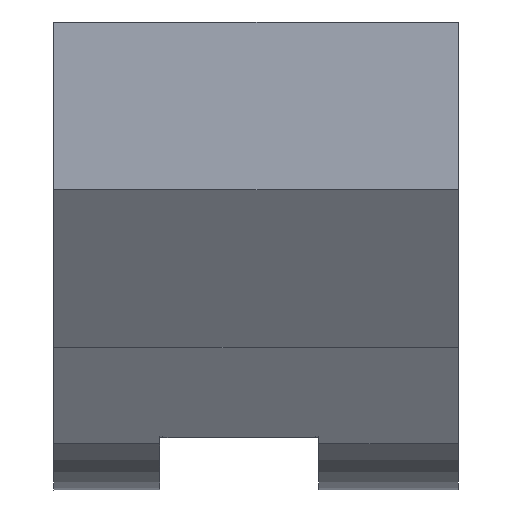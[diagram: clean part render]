
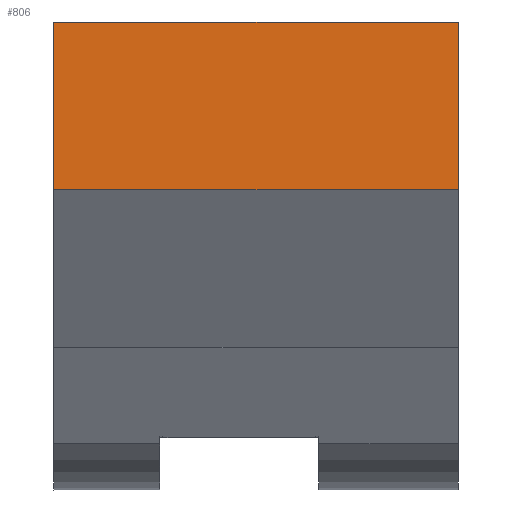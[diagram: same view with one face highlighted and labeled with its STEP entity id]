
A CAD part, left-side view. The second image highlights one B-rep face of the part: STEP entity #806.
In plain terms, the highlighted planar face has unit normal (-1, 0, 0.006).
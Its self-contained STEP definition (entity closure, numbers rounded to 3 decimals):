
#57=FACE_OUTER_BOUND('',#99,.T.);
#99=EDGE_LOOP('',(#614,#615,#616,#617));
#164=LINE('',#1144,#252);
#208=LINE('',#1254,#296);
#210=LINE('',#1258,#298);
#211=LINE('',#1259,#299);
#252=VECTOR('',#926,10.);
#296=VECTOR('',#994,10.);
#298=VECTOR('',#998,10.);
#299=VECTOR('',#999,6.6);
#334=VERTEX_POINT('',#1126);
#342=VERTEX_POINT('',#1142);
#384=VERTEX_POINT('',#1253);
#385=VERTEX_POINT('',#1257);
#423=EDGE_CURVE('',#334,#342,#164,.T.);
#473=EDGE_CURVE('',#384,#334,#208,.T.);
#475=EDGE_CURVE('',#385,#342,#210,.F.);
#476=EDGE_CURVE('',#384,#385,#211,.T.);
#614=ORIENTED_EDGE('',*,*,#423,.T.);
#615=ORIENTED_EDGE('',*,*,#475,.F.);
#616=ORIENTED_EDGE('',*,*,#476,.F.);
#617=ORIENTED_EDGE('',*,*,#473,.T.);
#779=PLANE('',#865);
#806=ADVANCED_FACE('',(#57),#779,.T.);
#865=AXIS2_PLACEMENT_3D('',#1256,#996,#997);
#926=DIRECTION('',(0.006,0.,1.));
#994=DIRECTION('',(0.,-1.,0.));
#996=DIRECTION('center_axis',(-1.,0.,0.006));
#997=DIRECTION('ref_axis',(-0.006,0.,-1.));
#998=DIRECTION('',(0.,1.,0.));
#999=DIRECTION('',(0.006,0.,1.));
#1126=CARTESIAN_POINT('',(-81.647,113.488,36.069));
#1142=CARTESIAN_POINT('',(-81.617,113.488,41.272));
#1144=CARTESIAN_POINT('',(-81.624,113.488,40.115));
#1253=CARTESIAN_POINT('',(-81.647,126.03,36.069));
#1254=CARTESIAN_POINT('',(-81.647,126.03,36.069));
#1256=CARTESIAN_POINT('Origin',(-81.641,126.03,37.002));
#1257=CARTESIAN_POINT('',(-81.617,126.03,41.272));
#1258=CARTESIAN_POINT('',(-81.617,126.03,41.272));
#1259=CARTESIAN_POINT('',(-81.648,126.03,35.792));
